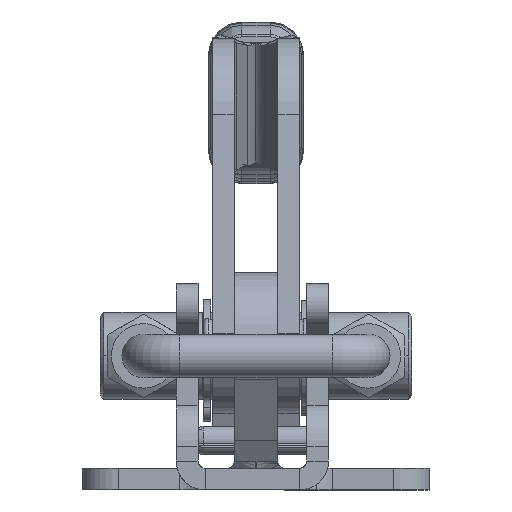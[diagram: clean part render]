
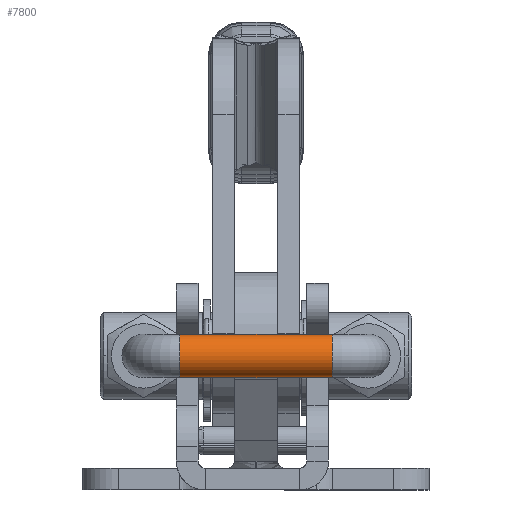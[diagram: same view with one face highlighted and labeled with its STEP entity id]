
A CAD part, left-side view. The second image highlights one B-rep face of the part: STEP entity #7800.
In plain terms, the highlighted cylindrical face has radius 3 mm (diameter 6 mm), a full revolution.
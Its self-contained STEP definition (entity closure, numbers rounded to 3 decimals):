
#440=CYLINDRICAL_SURFACE('',#8856,3.);
#1137=FACE_OUTER_BOUND('',#1641,.T.);
#1641=EDGE_LOOP('',(#7199,#7200,#7201,#7202,#7203,#7204));
#2136=CIRCLE('',#8854,3.);
#2137=CIRCLE('',#8855,3.);
#2138=CIRCLE('',#8857,3.);
#2139=CIRCLE('',#8858,3.);
#2648=LINE('',#15497,#3156);
#3156=VECTOR('',#11171,3.);
#3853=VERTEX_POINT('',#15490);
#3854=VERTEX_POINT('',#15492);
#3855=VERTEX_POINT('',#15496);
#3856=VERTEX_POINT('',#15498);
#4969=EDGE_CURVE('',#3854,#3853,#2136,.T.);
#4970=EDGE_CURVE('',#3853,#3854,#2137,.T.);
#4971=EDGE_CURVE('',#3854,#3855,#2648,.T.);
#4972=EDGE_CURVE('',#3856,#3855,#2138,.T.);
#4973=EDGE_CURVE('',#3855,#3856,#2139,.T.);
#7199=ORIENTED_EDGE('',*,*,#4969,.T.);
#7200=ORIENTED_EDGE('',*,*,#4970,.T.);
#7201=ORIENTED_EDGE('',*,*,#4971,.T.);
#7202=ORIENTED_EDGE('',*,*,#4972,.F.);
#7203=ORIENTED_EDGE('',*,*,#4973,.F.);
#7204=ORIENTED_EDGE('',*,*,#4971,.F.);
#7800=ADVANCED_FACE('',(#1137),#440,.T.);
#8854=AXIS2_PLACEMENT_3D('',#15493,#11165,#11166);
#8855=AXIS2_PLACEMENT_3D('',#15494,#11167,#11168);
#8856=AXIS2_PLACEMENT_3D('',#15495,#11169,#11170);
#8857=AXIS2_PLACEMENT_3D('',#15499,#11172,#11173);
#8858=AXIS2_PLACEMENT_3D('',#15500,#11174,#11175);
#11165=DIRECTION('center_axis',(0.,-1.,0.));
#11166=DIRECTION('ref_axis',(1.,0.,0.));
#11167=DIRECTION('center_axis',(0.,-1.,0.));
#11168=DIRECTION('ref_axis',(1.,0.,0.));
#11169=DIRECTION('center_axis',(0.,1.,0.));
#11170=DIRECTION('ref_axis',(1.,0.,0.));
#11171=DIRECTION('',(0.,-1.,0.));
#11172=DIRECTION('center_axis',(0.,-1.,0.));
#11173=DIRECTION('ref_axis',(1.,0.,0.));
#11174=DIRECTION('center_axis',(0.,-1.,0.));
#11175=DIRECTION('ref_axis',(1.,0.,0.));
#15490=CARTESIAN_POINT('',(-176.85,10.,18.5));
#15492=CARTESIAN_POINT('',(-182.85,10.,18.5));
#15493=CARTESIAN_POINT('Origin',(-179.85,10.,18.5));
#15494=CARTESIAN_POINT('Origin',(-179.85,10.,18.5));
#15495=CARTESIAN_POINT('Origin',(-179.85,-11.,18.5));
#15496=CARTESIAN_POINT('',(-182.85,-11.,18.5));
#15497=CARTESIAN_POINT('',(-182.85,-11.,18.5));
#15498=CARTESIAN_POINT('',(-176.85,-11.,18.5));
#15499=CARTESIAN_POINT('Origin',(-179.85,-11.,18.5));
#15500=CARTESIAN_POINT('Origin',(-179.85,-11.,18.5));
